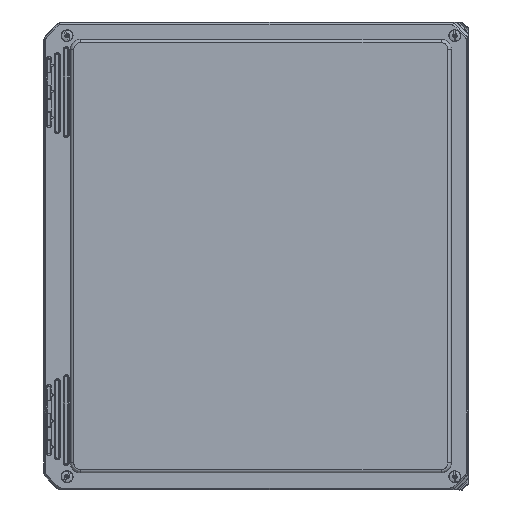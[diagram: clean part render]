
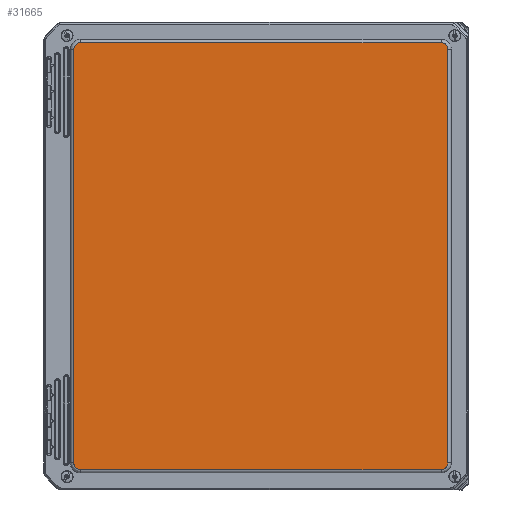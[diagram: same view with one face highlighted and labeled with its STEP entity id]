
A CAD part, top view. The second image highlights one B-rep face of the part: STEP entity #31665.
In plain terms, the highlighted planar face has unit normal (0, 0, 1).
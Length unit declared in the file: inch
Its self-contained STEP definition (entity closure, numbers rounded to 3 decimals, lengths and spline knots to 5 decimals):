
#1660 = CARTESIAN_POINT ( 'NONE',  ( -6.82874, -8.04405, 8.34138 ) ) ;
#3202 = VECTOR ( 'NONE', #10265, 39.37008 ) ;
#5044 = VECTOR ( 'NONE', #6843, 39.37008 ) ;
#6477 = CARTESIAN_POINT ( 'NONE',  ( 7.0263, 7.76059, 8.34138 ) ) ;
#6676 = B_SPLINE_CURVE_WITH_KNOTS ( 'NONE', 3,
 ( #117076, #8093, #67619, #47435, #46157, #77666, #127612 ),
 .UNSPECIFIED., .F., .F.,
 ( 4, 1, 1, 1, 4 ),
 ( 0., 0.14286, 0.42857, 0.71429, 1. ),
 .UNSPECIFIED. ) ;
#6843 = DIRECTION ( 'NONE',  ( 0., 1., 0. ) ) ;
#7813 = CARTESIAN_POINT ( 'NONE',  ( 6.97846, 7.92176, 8.34138 ) ) ;
#7942 = VERTEX_POINT ( 'NONE', #10105 ) ;
#8093 = CARTESIAN_POINT ( 'NONE',  ( 7.0263, -7.81278, 8.34138 ) ) ;
#8632 = ORIENTED_EDGE ( 'NONE', *, *, #75176, .F. ) ;
#10043 = CARTESIAN_POINT ( 'NONE',  ( -6.79134, -8.04405, 8.34138 ) ) ;
#10105 = CARTESIAN_POINT ( 'NONE',  ( -6.79134, -8.04405, 8.34138 ) ) ;
#10265 = DIRECTION ( 'NONE',  ( 0., -1., 0. ) ) ;
#14349 = CARTESIAN_POINT ( 'NONE',  ( -0.0075, -8.04405, 8.34138 ) ) ;
#18467 = B_SPLINE_CURVE_WITH_KNOTS ( 'NONE', 3,
 ( #56868, #96710, #87017, #7813, #57730, #67795, #6477 ),
 .UNSPECIFIED., .F., .F.,
 ( 4, 1, 1, 1, 4 ),
 ( 0., 0.28571, 0.57143, 0.85714, 1. ),
 .UNSPECIFIED. ) ;
#18908 = PLANE ( 'NONE',  #83631 ) ;
#19249 = VERTEX_POINT ( 'NONE', #87957 ) ;
#20102 = CARTESIAN_POINT ( 'NONE',  ( -7.0413, -7.79409, 8.34138 ) ) ;
#20766 = CARTESIAN_POINT ( 'NONE',  ( 7.0263, -0.01675, 8.34138 ) ) ;
#21959 = CARTESIAN_POINT ( 'NONE',  ( -6.82874, 8.01055, 8.34138 ) ) ;
#22283 = CARTESIAN_POINT ( 'NONE',  ( -0.0075, 8.01055, 8.34138 ) ) ;
#22367 = CARTESIAN_POINT ( 'NONE',  ( -7.0413, 7.77929, 8.34138 ) ) ;
#22643 = DIRECTION ( 'NONE',  ( -1., 0., 0. ) ) ;
#22789 = CARTESIAN_POINT ( 'NONE',  ( -7.01844, 7.86995, 8.34138 ) ) ;
#24050 = EDGE_CURVE ( 'NONE', #62205, #57979, #18467, .T. ) ;
#29783 = ORIENTED_EDGE ( 'NONE', *, *, #83424, .F. ) ;
#31665 = ADVANCED_FACE ( 'NONE', ( #107794 ), #18908, .F. ) ;
#32424 = EDGE_LOOP ( 'NONE', ( #29783, #62802, #95039, #46486, #32877, #8632, #75290, #38725 ) ) ;
#32877 = ORIENTED_EDGE ( 'NONE', *, *, #42028, .F. ) ;
#38725 = ORIENTED_EDGE ( 'NONE', *, *, #104648, .F. ) ;
#41378 = EDGE_CURVE ( 'NONE', #7942, #116878, #105618, .T. ) ;
#42028 = EDGE_CURVE ( 'NONE', #98259, #66832, #6676, .T. ) ;
#42917 = CARTESIAN_POINT ( 'NONE',  ( -6.90352, 7.99349, 8.34138 ) ) ;
#46157 = CARTESIAN_POINT ( 'NONE',  ( 6.88851, -8.02698, 8.34138 ) ) ;
#46486 = ORIENTED_EDGE ( 'NONE', *, *, #100540, .F. ) ;
#47435 = CARTESIAN_POINT ( 'NONE',  ( 6.97846, -7.95526, 8.34138 ) ) ;
#51071 = CARTESIAN_POINT ( 'NONE',  ( -7.0413, 7.76059, 8.34138 ) ) ;
#51812 = CARTESIAN_POINT ( 'NONE',  ( 7.0263, -7.79409, 8.34138 ) ) ;
#56868 = CARTESIAN_POINT ( 'NONE',  ( 6.77634, 8.01055, 8.34138 ) ) ;
#57730 = CARTESIAN_POINT ( 'NONE',  ( 7.02003, 7.8354, 8.34138 ) ) ;
#57979 = VERTEX_POINT ( 'NONE', #97071 ) ;
#61781 = CARTESIAN_POINT ( 'NONE',  ( -7.03709, 7.81669, 8.34138 ) ) ;
#62205 = VERTEX_POINT ( 'NONE', #105316 ) ;
#62802 = ORIENTED_EDGE ( 'NONE', *, *, #97041, .F. ) ;
#66832 = VERTEX_POINT ( 'NONE', #76429 ) ;
#67619 = CARTESIAN_POINT ( 'NONE',  ( 7.02003, -7.86889, 8.34138 ) ) ;
#67795 = CARTESIAN_POINT ( 'NONE',  ( 7.0263, 7.77929, 8.34138 ) ) ;
#70004 = CARTESIAN_POINT ( 'NONE',  ( -6.90351, -8.02698, 8.34138 ) ) ;
#71389 = CARTESIAN_POINT ( 'NONE',  ( -6.97845, 7.93371, 8.34138 ) ) ;
#71467 = CARTESIAN_POINT ( 'NONE',  ( -7.0413, -7.79409, 8.34138 ) ) ;
#75176 = EDGE_CURVE ( 'NONE', #57979, #98259, #109661, .T. ) ;
#75290 = ORIENTED_EDGE ( 'NONE', *, *, #24050, .F. ) ;
#76429 = CARTESIAN_POINT ( 'NONE',  ( 6.77634, -8.04405, 8.34138 ) ) ;
#77666 = CARTESIAN_POINT ( 'NONE',  ( 6.81374, -8.04405, 8.34138 ) ) ;
#80044 = CARTESIAN_POINT ( 'NONE',  ( -7.03503, -7.86889, 8.34138 ) ) ;
#82313 = VECTOR ( 'NONE', #101947, 39.37008 ) ;
#82889 = B_SPLINE_CURVE_WITH_KNOTS ( 'NONE', 3,
 ( #112980, #22367, #61781, #22789, #71389, #42917, #21959, #102467 ),
 .UNSPECIFIED., .F., .F.,
 ( 4, 1, 1, 1, 1, 4 ),
 ( 0., 0.14286, 0.28571, 0.42857, 0.71429, 1. ),
 .UNSPECIFIED. ) ;
#83424 = EDGE_CURVE ( 'NONE', #125953, #19249, #82889, .T. ) ;
#83631 = AXIS2_PLACEMENT_3D ( 'NONE', #116953, #118712, #88030 ) ;
#84866 = VECTOR ( 'NONE', #22643, 39.37008 ) ;
#84945 = LINE ( 'NONE', #115450, #5044 ) ;
#87017 = CARTESIAN_POINT ( 'NONE',  ( 6.88851, 7.99349, 8.34138 ) ) ;
#87957 = CARTESIAN_POINT ( 'NONE',  ( -6.79134, 8.01055, 8.34138 ) ) ;
#88030 = DIRECTION ( 'NONE',  ( 1., 0., 0. ) ) ;
#90534 = CARTESIAN_POINT ( 'NONE',  ( -6.99346, -7.95526, 8.34138 ) ) ;
#95039 = ORIENTED_EDGE ( 'NONE', *, *, #41378, .F. ) ;
#96710 = CARTESIAN_POINT ( 'NONE',  ( 6.81374, 8.01055, 8.34138 ) ) ;
#97041 = EDGE_CURVE ( 'NONE', #116878, #125953, #84945, .T. ) ;
#97071 = CARTESIAN_POINT ( 'NONE',  ( 7.0263, 7.76059, 8.34138 ) ) ;
#98259 = VERTEX_POINT ( 'NONE', #51812 ) ;
#100540 = EDGE_CURVE ( 'NONE', #66832, #7942, #105171, .T. ) ;
#100646 = CARTESIAN_POINT ( 'NONE',  ( -7.0413, -7.81278, 8.34138 ) ) ;
#101947 = DIRECTION ( 'NONE',  ( 1., 0., 0. ) ) ;
#102467 = CARTESIAN_POINT ( 'NONE',  ( -6.79134, 8.01055, 8.34138 ) ) ;
#104648 = EDGE_CURVE ( 'NONE', #19249, #62205, #108898, .T. ) ;
#105171 = LINE ( 'NONE', #14349, #84866 ) ;
#105316 = CARTESIAN_POINT ( 'NONE',  ( 6.77634, 8.01055, 8.34138 ) ) ;
#105618 = B_SPLINE_CURVE_WITH_KNOTS ( 'NONE', 3,
 ( #10043, #1660, #70004, #90534, #80044, #100646, #20102 ),
 .UNSPECIFIED., .F., .F.,
 ( 4, 1, 1, 1, 4 ),
 ( 0., 0.28571, 0.57143, 0.85714, 1. ),
 .UNSPECIFIED. ) ;
#107794 = FACE_OUTER_BOUND ( 'NONE', #32424, .T. ) ;
#108898 = LINE ( 'NONE', #22283, #82313 ) ;
#109661 = LINE ( 'NONE', #20766, #3202 ) ;
#112980 = CARTESIAN_POINT ( 'NONE',  ( -7.0413, 7.76059, 8.34138 ) ) ;
#115450 = CARTESIAN_POINT ( 'NONE',  ( -7.0413, -0.01675, 8.34138 ) ) ;
#116878 = VERTEX_POINT ( 'NONE', #71467 ) ;
#116953 = CARTESIAN_POINT ( 'NONE',  ( -0.0075, -0.01675, 8.34138 ) ) ;
#117076 = CARTESIAN_POINT ( 'NONE',  ( 7.0263, -7.79409, 8.34138 ) ) ;
#118712 = DIRECTION ( 'NONE',  ( 0., 0., -1. ) ) ;
#125953 = VERTEX_POINT ( 'NONE', #51071 ) ;
#127612 = CARTESIAN_POINT ( 'NONE',  ( 6.77634, -8.04405, 8.34138 ) ) ;
